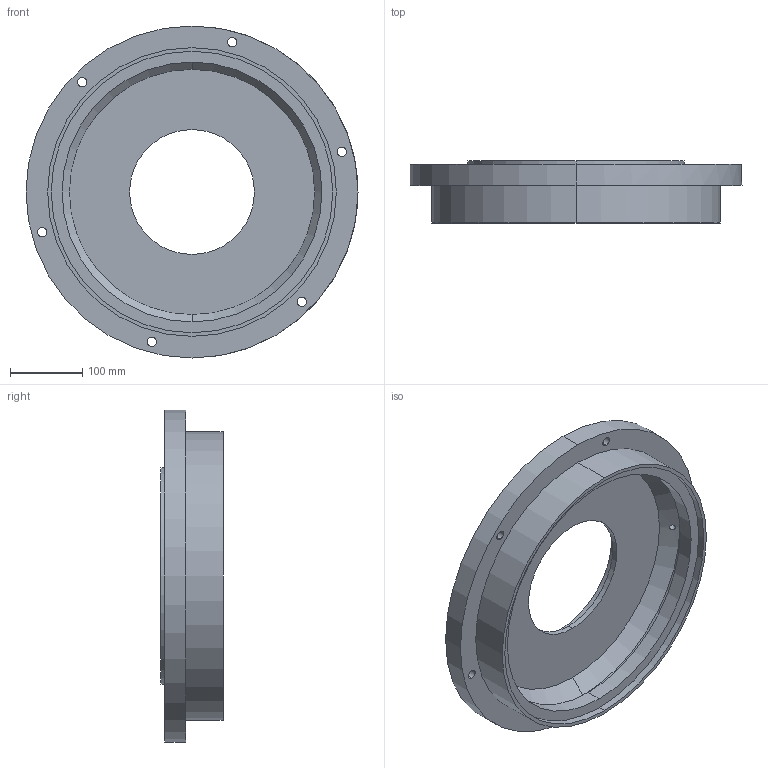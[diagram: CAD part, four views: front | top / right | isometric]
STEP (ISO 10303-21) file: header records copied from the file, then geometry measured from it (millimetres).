
FILE_DESCRIPTION (( 'STEP AP203' ), '1' );
FILE_NAME ('揤裔.STEP', '2021-12-09T04:40:04', ( '' ), ( '' ), 'SwSTEP 2.0', 'SolidWorks 2018', '' );
FILE_SCHEMA (( 'CONFIG_CONTROL_DESIGN' ));
Length unit declared in the file: millimetre
Products named in the file (1): 揤裔
Bounding box: 460 x 86 x 460 mm (x, y, z)
Volume: 4360161.2 mm3; surface area: 503444.6 mm2
Topology: 1 solids, 1 shells, 65 faces, 148 edges, 98 vertices
Faces by surface type: cylinder 44, plane 19, cone 2
Entity records: 2045 total; most frequent: CARTESIAN_POINT 376, DIRECTION 368, ORIENTED_EDGE 296, AXIS2_PLACEMENT_3D 156, EDGE_CURVE 148, VERTEX_POINT 98, EDGE_LOOP 94, CIRCLE 90
